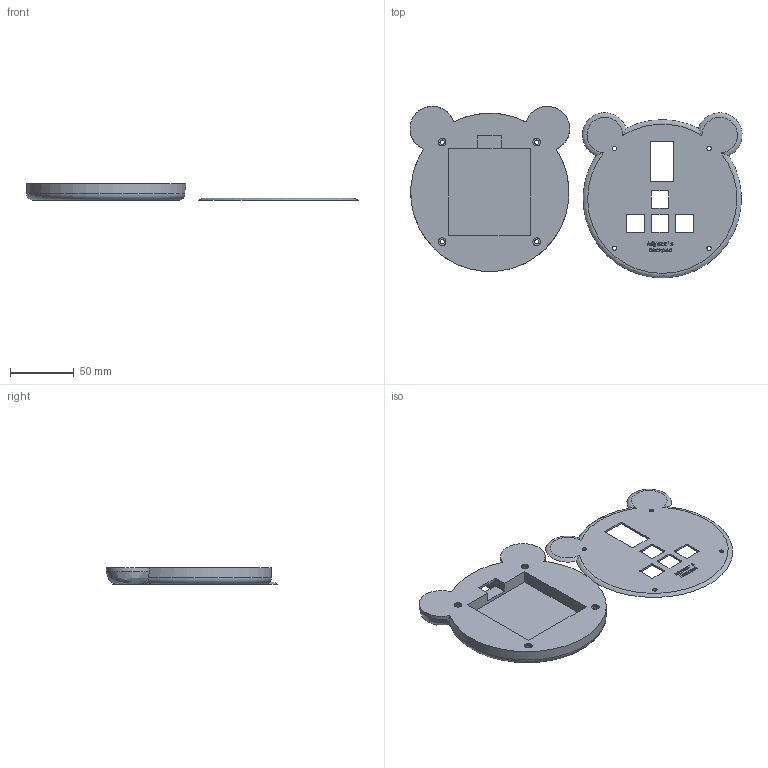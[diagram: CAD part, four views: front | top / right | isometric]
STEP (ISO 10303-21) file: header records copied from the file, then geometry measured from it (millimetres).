
FILE_DESCRIPTION(/* description */ (''),/* implementation_level */ '2;1');
FILE_NAME(/* name */ 'bear-case.step',/* time_stamp */ '2026-01-03T19:47:07-08:00',/* author */ (''),/* organization */ (''),/* preprocessor_version */ 'ST-DEVELOPER v20.1',/* originating_system */ 'Autodesk Translation Framework v14.10.0.0',/* authorisation */ '');
FILE_SCHEMA (('AUTOMOTIVE_DESIGN { 1 0 10303 214 3 1 1 }'));
Length unit declared in the file: millimetre
Products named in the file (2): 2026-01-02-21-25-37-863; 2026-01-02-22-21-31-595
Assembly tree (1 placements, depth 2):
  2026-01-02-21-25-37-863
    2026-01-02-22-21-31-595
Bounding box: 259.97 x 134.14 x 13 mm (x, y, z)
Volume: 139115.3 mm3; surface area: 60433.5 mm2
Topology: 9 solids, 9 shells, 370 faces, 1035 edges, 688 vertices
Faces by surface type: plane 166, bspline 163, cylinder 36, torus 5
Full cylindrical faces by diameter (mm): 3.4 x8, 6 x8
Entity records: 14242 total; most frequent: CARTESIAN_POINT 5626, ORIENTED_EDGE 2066, DIRECTION 1202, EDGE_CURVE 1033, VERTEX_POINT 688, LINE 616, VECTOR 616, EDGE_LOOP 435
